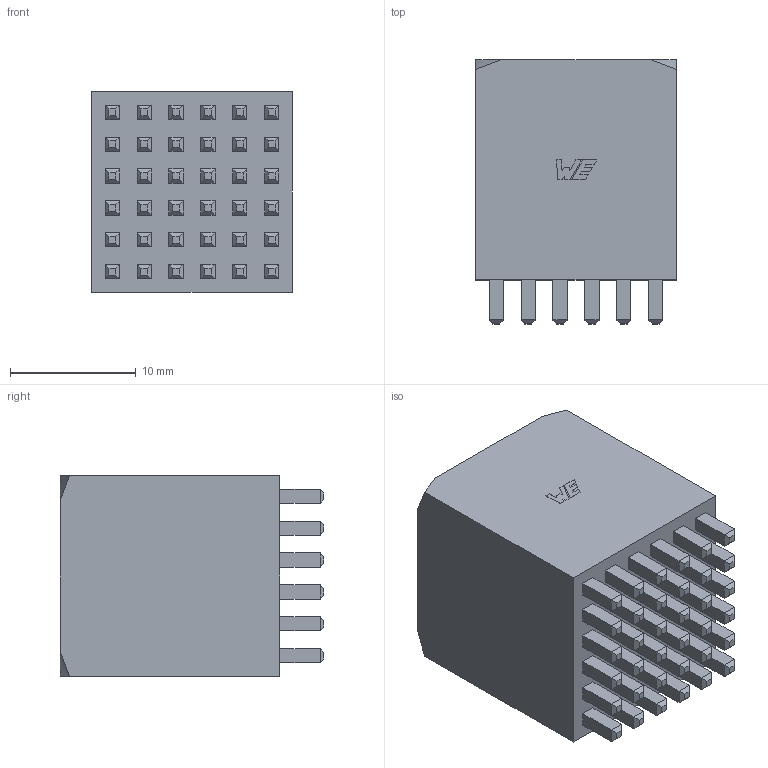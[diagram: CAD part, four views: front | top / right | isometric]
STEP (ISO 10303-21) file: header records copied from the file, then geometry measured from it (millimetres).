
FILE_DESCRIPTION (( 'STEP AP203' ), '1' );
FILE_NAME ('LF990110-A01.STEP', '2021-09-10T07:01:37', ( '' ), ( '' ), 'SwSTEP 2.0', 'SolidWorks 2018', '' );
FILE_SCHEMA (( 'CONFIG_CONTROL_DESIGN' ));
Length unit declared in the file: millimetre
Products named in the file (1): LF990110-A01
Bounding box: 16 x 21 x 16 mm (x, y, z)
Volume: 3786.8 mm3; surface area: 2538.8 mm2
Topology: 1 solids, 1 shells, 367 faces, 833 edges, 505 vertices
Faces by surface type: plane 357, cone 8, cylinder 2
Entity records: 9944 total; most frequent: CARTESIAN_POINT 1728, ORIENTED_EDGE 1662, DIRECTION 1569, EDGE_CURVE 831, LINE 813, VECTOR 813, VERTEX_POINT 505, EDGE_LOOP 406
